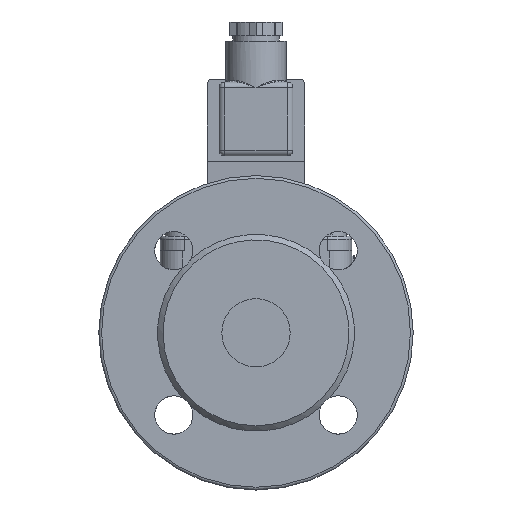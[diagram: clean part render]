
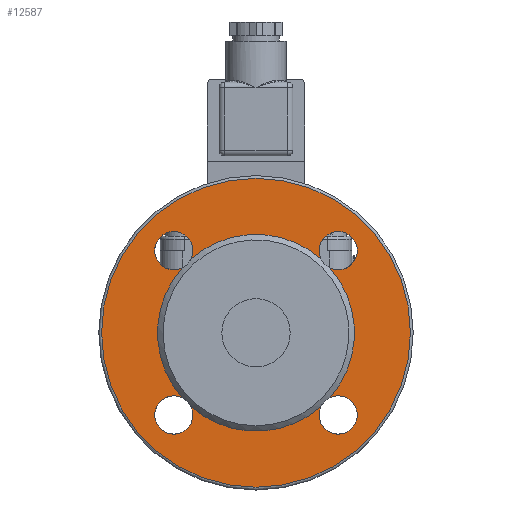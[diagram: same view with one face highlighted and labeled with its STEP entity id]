
A CAD part, front view. The second image highlights one B-rep face of the part: STEP entity #12587.
In plain terms, the highlighted planar face has unit normal (0, -1, 0).
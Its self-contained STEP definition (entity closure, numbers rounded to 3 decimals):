
#2846=FACE_BOUND('',#3764,.T.);
#2974=FACE_OUTER_BOUND('',#3763,.T.);
#3763=EDGE_LOOP('',(#8338));
#3764=EDGE_LOOP('',(#8339,#8340,#8341,#8342,#8343,#8344,#8345,#8346));
#4680=CIRCLE('',#13379,56.5);
#4681=CIRCLE('',#13380,7.);
#4682=CIRCLE('',#13381,36.);
#4683=CIRCLE('',#13382,7.);
#4684=CIRCLE('',#13383,36.);
#4685=CIRCLE('',#13384,7.);
#4686=CIRCLE('',#13385,36.);
#4687=CIRCLE('',#13386,7.);
#4688=CIRCLE('',#13387,36.);
#5097=VERTEX_POINT('',#17216);
#5098=VERTEX_POINT('',#17218);
#5099=VERTEX_POINT('',#17219);
#5100=VERTEX_POINT('',#17221);
#5101=VERTEX_POINT('',#17223);
#5102=VERTEX_POINT('',#17225);
#5103=VERTEX_POINT('',#17227);
#5104=VERTEX_POINT('',#17229);
#5105=VERTEX_POINT('',#17231);
#6376=EDGE_CURVE('',#5097,#5097,#4680,.T.);
#6377=EDGE_CURVE('',#5098,#5099,#4681,.T.);
#6378=EDGE_CURVE('',#5099,#5100,#4682,.T.);
#6379=EDGE_CURVE('',#5100,#5101,#4683,.T.);
#6380=EDGE_CURVE('',#5101,#5102,#4684,.T.);
#6381=EDGE_CURVE('',#5102,#5103,#4685,.T.);
#6382=EDGE_CURVE('',#5103,#5104,#4686,.T.);
#6383=EDGE_CURVE('',#5104,#5105,#4687,.T.);
#6384=EDGE_CURVE('',#5105,#5098,#4688,.T.);
#8338=ORIENTED_EDGE('',*,*,#6376,.F.);
#8339=ORIENTED_EDGE('',*,*,#6377,.T.);
#8340=ORIENTED_EDGE('',*,*,#6378,.T.);
#8341=ORIENTED_EDGE('',*,*,#6379,.T.);
#8342=ORIENTED_EDGE('',*,*,#6380,.T.);
#8343=ORIENTED_EDGE('',*,*,#6381,.T.);
#8344=ORIENTED_EDGE('',*,*,#6382,.T.);
#8345=ORIENTED_EDGE('',*,*,#6383,.T.);
#8346=ORIENTED_EDGE('',*,*,#6384,.T.);
#12262=PLANE('',#13378);
#12587=ADVANCED_FACE('',(#2974,#2846),#12262,.T.);
#13378=AXIS2_PLACEMENT_3D('',#17215,#14384,#14385);
#13379=AXIS2_PLACEMENT_3D('',#17217,#14386,#14387);
#13380=AXIS2_PLACEMENT_3D('',#17220,#14388,#14389);
#13381=AXIS2_PLACEMENT_3D('',#17222,#14390,#14391);
#13382=AXIS2_PLACEMENT_3D('',#17224,#14392,#14393);
#13383=AXIS2_PLACEMENT_3D('',#17226,#14394,#14395);
#13384=AXIS2_PLACEMENT_3D('',#17228,#14396,#14397);
#13385=AXIS2_PLACEMENT_3D('',#17230,#14398,#14399);
#13386=AXIS2_PLACEMENT_3D('',#17232,#14400,#14401);
#13387=AXIS2_PLACEMENT_3D('',#17233,#14402,#14403);
#14384=DIRECTION('center_axis',(0.,-1.,0.));
#14385=DIRECTION('ref_axis',(0.,0.,-1.));
#14386=DIRECTION('center_axis',(0.,1.,0.));
#14387=DIRECTION('ref_axis',(0.,0.,-1.));
#14388=DIRECTION('center_axis',(0.,1.,0.));
#14389=DIRECTION('ref_axis',(-1.,0.,0.));
#14390=DIRECTION('center_axis',(0.,1.,0.));
#14391=DIRECTION('ref_axis',(0.,0.,1.));
#14392=DIRECTION('center_axis',(0.,1.,0.));
#14393=DIRECTION('ref_axis',(-1.,0.,0.));
#14394=DIRECTION('center_axis',(0.,1.,0.));
#14395=DIRECTION('ref_axis',(0.,0.,1.));
#14396=DIRECTION('center_axis',(0.,1.,0.));
#14397=DIRECTION('ref_axis',(-1.,0.,0.));
#14398=DIRECTION('center_axis',(0.,1.,0.));
#14399=DIRECTION('ref_axis',(0.,0.,1.));
#14400=DIRECTION('center_axis',(0.,1.,0.));
#14401=DIRECTION('ref_axis',(-1.,0.,0.));
#14402=DIRECTION('center_axis',(0.,1.,0.));
#14403=DIRECTION('ref_axis',(0.,0.,1.));
#17215=CARTESIAN_POINT('Origin',(0.,-161.,46.75));
#17216=CARTESIAN_POINT('',(0.,-161.,56.5));
#17217=CARTESIAN_POINT('Origin',(0.,-161.,0.));
#17218=CARTESIAN_POINT('',(27.09,-161.,-23.71));
#17219=CARTESIAN_POINT('',(23.71,-161.,-27.09));
#17220=CARTESIAN_POINT('Origin',(30.052,-161.,-30.052));
#17221=CARTESIAN_POINT('',(-23.71,-161.,-27.09));
#17222=CARTESIAN_POINT('Origin',(0.,-161.,0.));
#17223=CARTESIAN_POINT('',(-27.09,-161.,-23.71));
#17224=CARTESIAN_POINT('Origin',(-30.052,-161.,-30.052));
#17225=CARTESIAN_POINT('',(-27.09,-161.,23.71));
#17226=CARTESIAN_POINT('Origin',(0.,-161.,0.));
#17227=CARTESIAN_POINT('',(-23.71,-161.,27.09));
#17228=CARTESIAN_POINT('Origin',(-30.052,-161.,30.052));
#17229=CARTESIAN_POINT('',(23.71,-161.,27.09));
#17230=CARTESIAN_POINT('Origin',(0.,-161.,0.));
#17231=CARTESIAN_POINT('',(27.09,-161.,23.71));
#17232=CARTESIAN_POINT('Origin',(30.052,-161.,30.052));
#17233=CARTESIAN_POINT('Origin',(0.,-161.,0.));
